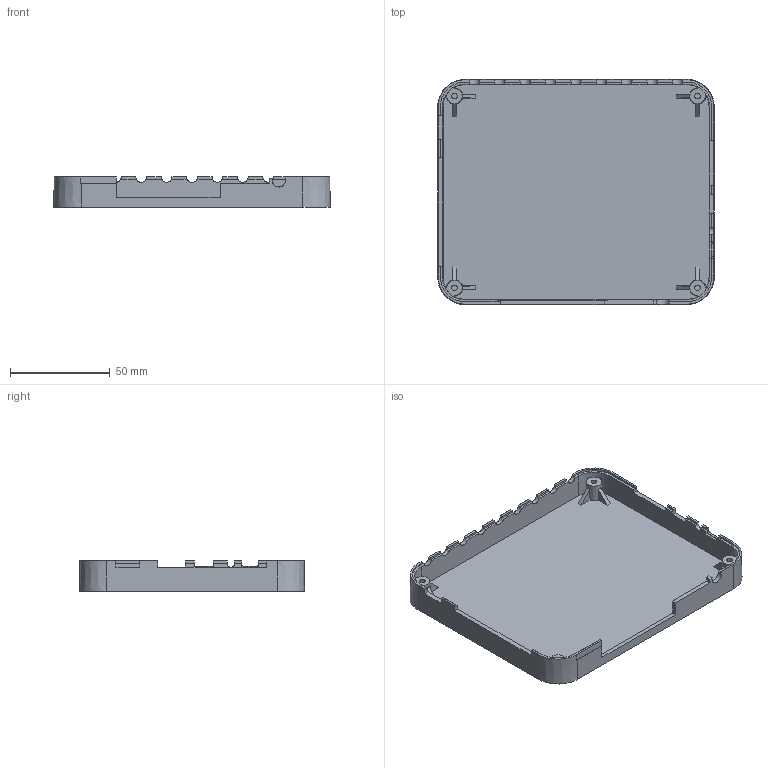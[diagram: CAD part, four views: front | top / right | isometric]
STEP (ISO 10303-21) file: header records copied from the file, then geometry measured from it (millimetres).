
FILE_DESCRIPTION(/* description */ (''),/* implementation_level */ '2;1');
FILE_NAME(/* name */ 'v0.9-bottom (1).step',/* time_stamp */ '2020-07-13T12:38:23+01:00',/* author */ (''),/* organization */ (''),/* preprocessor_version */ 'ST-DEVELOPER v18.1',/* originating_system */ 'Autodesk Translation Framework v9.3.0.1241',/* authorisation */ '');
FILE_SCHEMA (('AUTOMOTIVE_DESIGN { 1 0 10303 214 3 1 1 }'));
Length unit declared in the file: millimetre
Products named in the file (3): v0.9-bottom (1); proto3 (1) (1); bottom_case (1) (1)
Assembly tree (2 placements, depth 3):
  v0.9-bottom (1)
    proto3 (1) (1)
      bottom_case (1) (1)
Bounding box: 138.33 x 112.64 x 15.08 mm (x, y, z)
Volume: 44550.2 mm3; surface area: 42947.4 mm2
Topology: 1 solids, 1 shells, 192 faces, 553 edges, 367 vertices
Faces by surface type: plane 147, cylinder 17, cone 16, bspline 8, sphere 4
Full cylindrical faces by diameter (mm): 2.8 x4
Entity records: 8241 total; most frequent: CARTESIAN_POINT 3137, ORIENTED_EDGE 1098, DIRECTION 1015, EDGE_CURVE 549, VERTEX_POINT 367, LINE 365, VECTOR 365, AXIS2_PLACEMENT_3D 325
